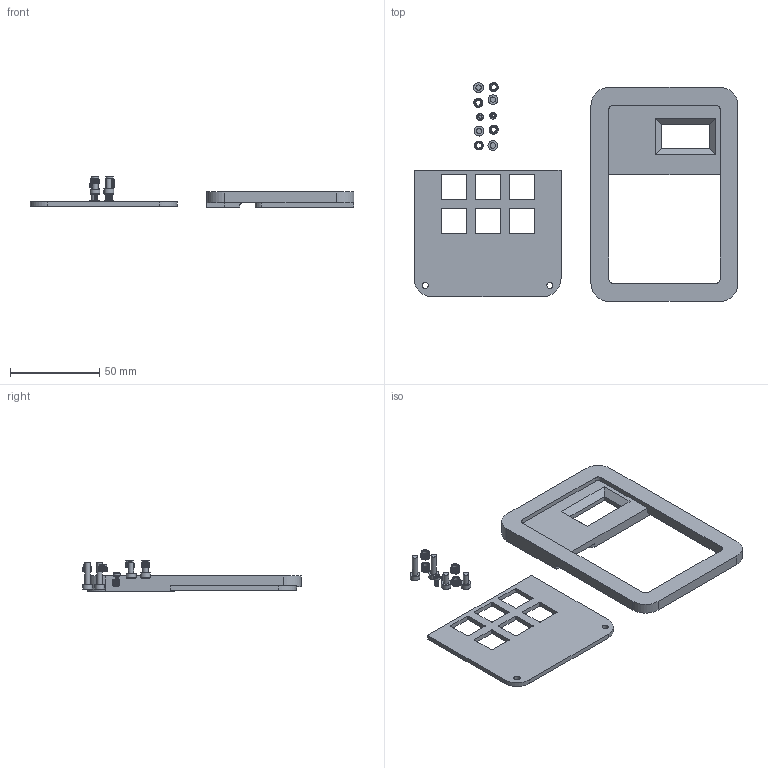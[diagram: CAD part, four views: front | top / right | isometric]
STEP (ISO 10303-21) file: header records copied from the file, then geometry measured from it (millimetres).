
FILE_DESCRIPTION(/* description */ ('KiCad electronic assembly'),/* implementation_level */ '2;1');
FILE_NAME(/* name */ 'UtiliPadFinal [TOP].step',/* time_stamp */ '2024-10-21T23:11:36-04:00',/* author */ (''),/* organization */ (''),/* preprocessor_version */ 'ST-DEVELOPER v20',/* originating_system */ 'Autodesk Translation Framework v13.20.0.188',/* authorisation */ '');
FILE_SCHEMA (('AUTOMOTIVE_DESIGN { 1 0 10303 214 3 1 1 }'));
Length unit declared in the file: millimetre
Products named in the file (8): iCtrl 1; M3x12 SHCS v1; M3x12 SHCS v1 (1); Document; M3 Threaded Insert v3; M2 x 0.4mm Thread 5mm LONG SOCKET HEAD CAP SCREW; Top; KeyPlate
Assembly tree (12 placements, depth 2):
  iCtrl 1
    M3x12 SHCS v1  x2
    M3x12 SHCS v1 (1)  x2
    Document
    M3 Threaded Insert v3  x4
    M2 x 0.4mm Thread 5mm LONG SOCKET HEAD CAP SCREW
    Top
    KeyPlate
Bounding box: 181.82 x 122.7 x 17.07 mm (x, y, z)
Volume: 46556.1 mm3; surface area: 29197.3 mm2
Topology: 12 solids, 12 shells, 875 faces, 2356 edges, 1533 vertices
Faces by surface type: bspline 406, cylinder 251, plane 183, cone 35
Full cylindrical faces by diameter (mm): 1.48 x18, 2 x19, 2.9 x4, 3 x4, 3.1 x2, 3.4 x2, 3.8 x1, 4.2 x4, 4.25 x4, 4.6 x4, 4.7 x4, 5.5 x4
Entity records: 24107 total; most frequent: CARTESIAN_POINT 12849, ORIENTED_EDGE 2552, DIRECTION 1870, EDGE_CURVE 1276, VERTEX_POINT 820, AXIS2_PLACEMENT_3D 693, EDGE_LOOP 526, FACE_OUTER_BOUND 486
